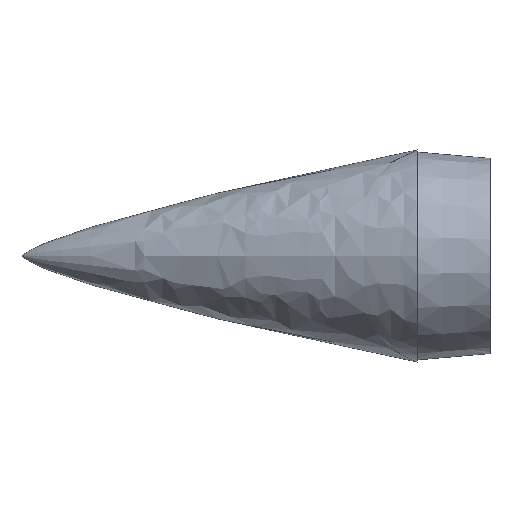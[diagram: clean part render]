
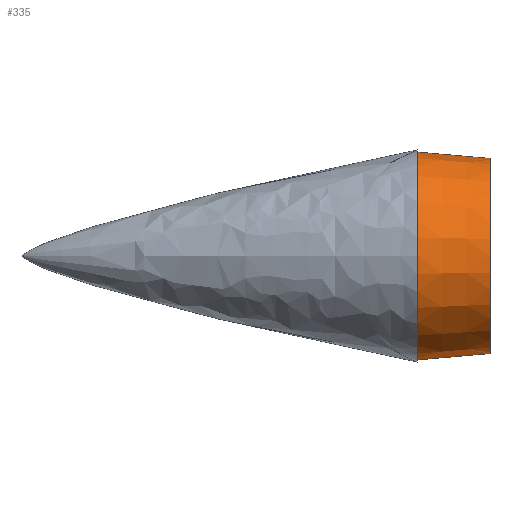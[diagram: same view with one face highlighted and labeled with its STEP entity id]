
A CAD part, top view. The second image highlights one B-rep face of the part: STEP entity #335.
In plain terms, the highlighted conical face has half-angle 5 degrees and reference radius 7.15 mm.
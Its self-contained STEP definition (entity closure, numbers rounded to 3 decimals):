
#5 = LINE ( 'NONE', #145, #10 ) ;
#6 = EDGE_CURVE ( 'NONE', #208, #290, #54, .T. ) ;
#10 = VECTOR ( 'NONE', #113, 1000. ) ;
#17 = AXIS2_PLACEMENT_3D ( 'NONE', #84, #112, #103 ) ;
#32 = ORIENTED_EDGE ( 'NONE', *, *, #220, .F. ) ;
#34 = CARTESIAN_POINT ( 'NONE',  ( -377.8, -6.713, 0. ) ) ;
#54 = CIRCLE ( 'NONE', #260, 7.15 ) ;
#63 = DIRECTION ( 'NONE',  ( -1., 0., 0. ) ) ;
#77 = VERTEX_POINT ( 'NONE', #34 ) ;
#84 = CARTESIAN_POINT ( 'NONE',  ( -377.8, 0., 0. ) ) ;
#89 = DIRECTION ( 'NONE',  ( 0., 1., 0. ) ) ;
#92 = CARTESIAN_POINT ( 'NONE',  ( -377.8, 6.713, 0. ) ) ;
#103 = DIRECTION ( 'NONE',  ( 0., 1., 0. ) ) ;
#112 = DIRECTION ( 'NONE',  ( 1., 0., 0. ) ) ;
#113 = DIRECTION ( 'NONE',  ( -0.996, 0.087, 0. ) ) ;
#118 = CARTESIAN_POINT ( 'NONE',  ( -382.8, 0., 0. ) ) ;
#134 = DIRECTION ( 'NONE',  ( 1., 0., 0. ) ) ;
#135 = CARTESIAN_POINT ( 'NONE',  ( -382.8, -7.15, 0. ) ) ;
#136 = DIRECTION ( 'NONE',  ( 0., 1., 0. ) ) ;
#137 = EDGE_CURVE ( 'NONE', #345, #77, #236, .T. ) ;
#145 = CARTESIAN_POINT ( 'NONE',  ( -382.8, 7.15, 0. ) ) ;
#156 = CARTESIAN_POINT ( 'NONE',  ( -382.8, -7.15, 0. ) ) ;
#157 = DIRECTION ( 'NONE',  ( -0.996, -0.087, 0. ) ) ;
#158 = EDGE_LOOP ( 'NONE', ( #32, #295, #212, #179 ) ) ;
#179 = ORIENTED_EDGE ( 'NONE', *, *, #6, .T. ) ;
#208 = VERTEX_POINT ( 'NONE', #263 ) ;
#210 = CARTESIAN_POINT ( 'NONE',  ( -382.8, 0., 0. ) ) ;
#212 = ORIENTED_EDGE ( 'NONE', *, *, #318, .T. ) ;
#220 = EDGE_CURVE ( 'NONE', #77, #290, #336, .T. ) ;
#229 = AXIS2_PLACEMENT_3D ( 'NONE', #118, #63, #89 ) ;
#236 = CIRCLE ( 'NONE', #17, 6.713 ) ;
#260 = AXIS2_PLACEMENT_3D ( 'NONE', #210, #134, #136 ) ;
#263 = CARTESIAN_POINT ( 'NONE',  ( -382.8, 7.15, 0. ) ) ;
#282 = VECTOR ( 'NONE', #157, 1000. ) ;
#290 = VERTEX_POINT ( 'NONE', #156 ) ;
#295 = ORIENTED_EDGE ( 'NONE', *, *, #137, .F. ) ;
#301 = FACE_OUTER_BOUND ( 'NONE', #158, .T. ) ;
#318 = EDGE_CURVE ( 'NONE', #345, #208, #5, .T. ) ;
#335 = ADVANCED_FACE ( 'NONE', ( #301 ), #338, .T. ) ;
#336 = LINE ( 'NONE', #135, #282 ) ;
#338 = CONICAL_SURFACE ( 'NONE', #229, 7.15, 0.087 ) ;
#345 = VERTEX_POINT ( 'NONE', #92 ) ;
